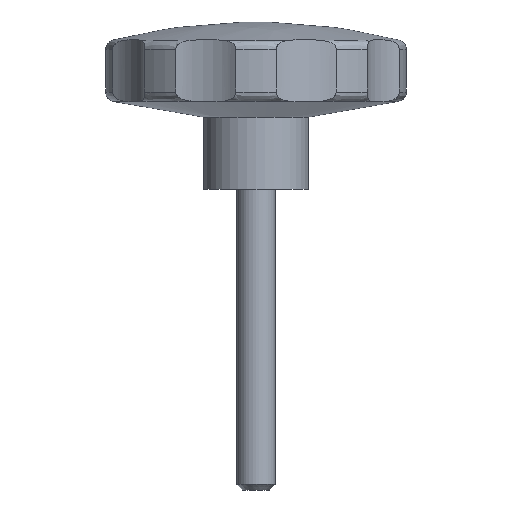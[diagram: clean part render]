
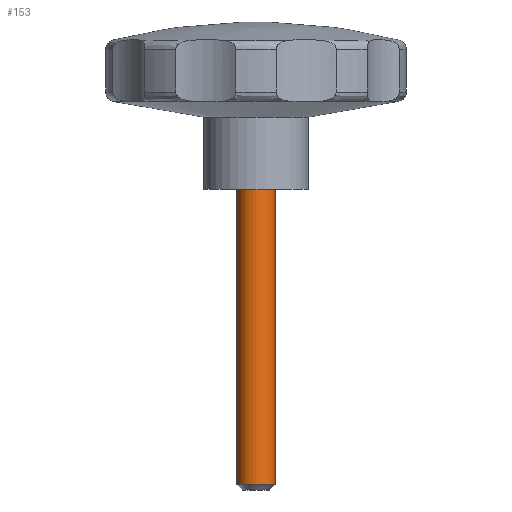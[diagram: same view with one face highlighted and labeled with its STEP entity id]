
A CAD part, front view. The second image highlights one B-rep face of the part: STEP entity #153.
In plain terms, the highlighted cylindrical face has radius 4 mm (diameter 8 mm), a partial arc.
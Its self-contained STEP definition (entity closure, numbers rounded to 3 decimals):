
#49 = CYLINDRICAL_SURFACE ( 'NONE', #1512, 4. ) ;
#75 = DIRECTION ( 'NONE',  ( 0., 0., -1. ) ) ;
#153 = ADVANCED_FACE ( 'NONE', ( #731 ), #49, .T. ) ;
#342 = DIRECTION ( 'NONE',  ( -1., 0., 0. ) ) ;
#453 = DIRECTION ( 'NONE',  ( 0., 0., -1. ) ) ;
#604 = CIRCLE ( 'NONE', #1198, 4. ) ;
#697 = ORIENTED_EDGE ( 'NONE', *, *, #2224, .F. ) ;
#731 = FACE_OUTER_BOUND ( 'NONE', #1939, .T. ) ;
#741 = VERTEX_POINT ( 'NONE', #1744 ) ;
#825 = DIRECTION ( 'NONE',  ( 0., 0., -1. ) ) ;
#927 = LINE ( 'NONE', #1583, #2335 ) ;
#1087 = CARTESIAN_POINT ( 'NONE',  ( -4., 0., -61.8 ) ) ;
#1198 = AXIS2_PLACEMENT_3D ( 'NONE', #1850, #2081, #2780 ) ;
#1251 = ORIENTED_EDGE ( 'NONE', *, *, #1532, .T. ) ;
#1275 = CARTESIAN_POINT ( 'NONE',  ( 0., 0., 0. ) ) ;
#1512 = AXIS2_PLACEMENT_3D ( 'NONE', #1275, #825, #2039 ) ;
#1532 = EDGE_CURVE ( 'NONE', #1738, #741, #604, .T. ) ;
#1583 = CARTESIAN_POINT ( 'NONE',  ( -4., 0., 0. ) ) ;
#1731 = CARTESIAN_POINT ( 'NONE',  ( 0., 0., 0. ) ) ;
#1736 = ORIENTED_EDGE ( 'NONE', *, *, #2786, .T. ) ;
#1738 = VERTEX_POINT ( 'NONE', #1087 ) ;
#1744 = CARTESIAN_POINT ( 'NONE',  ( 4., 0., -61.8 ) ) ;
#1785 = CIRCLE ( 'NONE', #2869, 4. ) ;
#1850 = CARTESIAN_POINT ( 'NONE',  ( 0., 0., -61.8 ) ) ;
#1939 = EDGE_LOOP ( 'NONE', ( #697, #2077, #1736, #1251 ) ) ;
#2009 = CARTESIAN_POINT ( 'NONE',  ( -4., 0., 0. ) ) ;
#2039 = DIRECTION ( 'NONE',  ( -1., 0., 0. ) ) ;
#2068 = EDGE_CURVE ( 'NONE', #2283, #2959, #1785, .T. ) ;
#2077 = ORIENTED_EDGE ( 'NONE', *, *, #2068, .F. ) ;
#2081 = DIRECTION ( 'NONE',  ( 0., 0., 1. ) ) ;
#2163 = DIRECTION ( 'NONE',  ( 0., 0., 1. ) ) ;
#2197 = LINE ( 'NONE', #2636, #2442 ) ;
#2224 = EDGE_CURVE ( 'NONE', #2959, #741, #2197, .T. ) ;
#2283 = VERTEX_POINT ( 'NONE', #2009 ) ;
#2335 = VECTOR ( 'NONE', #453, 1000. ) ;
#2442 = VECTOR ( 'NONE', #75, 1000. ) ;
#2636 = CARTESIAN_POINT ( 'NONE',  ( 4., 0., 0. ) ) ;
#2780 = DIRECTION ( 'NONE',  ( -1., 0., 0. ) ) ;
#2786 = EDGE_CURVE ( 'NONE', #2283, #1738, #927, .T. ) ;
#2869 = AXIS2_PLACEMENT_3D ( 'NONE', #1731, #2163, #342 ) ;
#2959 = VERTEX_POINT ( 'NONE', #3013 ) ;
#3013 = CARTESIAN_POINT ( 'NONE',  ( 4., 0., 0. ) ) ;
